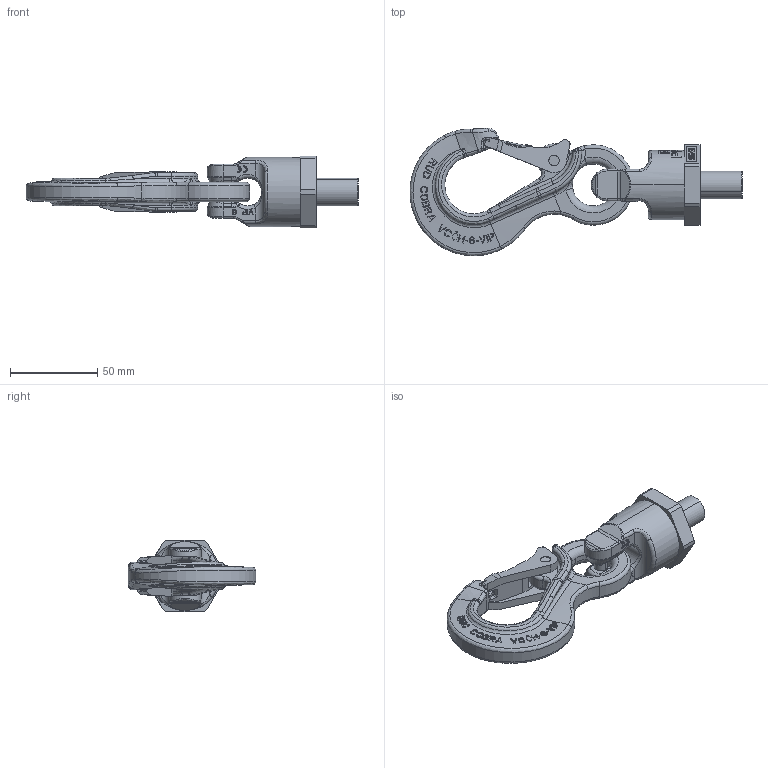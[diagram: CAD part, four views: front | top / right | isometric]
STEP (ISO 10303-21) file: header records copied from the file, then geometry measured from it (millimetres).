
FILE_DESCRIPTION((''),'2;1');
FILE_NAME('001-M31452-P-20_ASM','2019-09-11T',('anja.joas'),(''),'PRO/ENGINEER BY PARAMETRIC TECHNOLOGY CORPORATION, 2011490','PRO/ENGINEER BY PARAMETRIC TECHNOLOGY CORPORATION, 2011490','');
FILE_SCHEMA(('CONFIG_CONTROL_DESIGN'));
Length unit declared in the file: millimetre
Products named in the file (6): 001-M31452-P-20_AF0; 001-M31452-P-40; 001-M31538-P-01; 001-M31245-001; 001-M31538-P-01_ASM; 001-M31452-P-20_ASM
Assembly tree (5 placements, depth 3):
  001-M31452-P-20_ASM
    001-M31452-P-20_AF0
    001-M31452-P-40
    001-M31538-P-01_ASM
      001-M31538-P-01
      001-M31245-001
Bounding box: 189.93 x 73 x 41 mm (x, y, z)
Volume: 113141.2 mm3; surface area: 32718.9 mm2
Topology: 4 solids, 4 shells, 1540 faces, 4132 edges, 2650 vertices
Faces by surface type: plane 1081, bspline 231, cylinder 140, torus 48, sphere 38, cone 2
Entity records: 62470 total; most frequent: CARTESIAN_POINT 27458, ORIENTED_EDGE 8206, DIRECTION 5759, EDGE_CURVE 4103, VERTEX_POINT 2650, VECTOR 2069, LINE 2069, AXIS2_PLACEMENT_3D 1845
